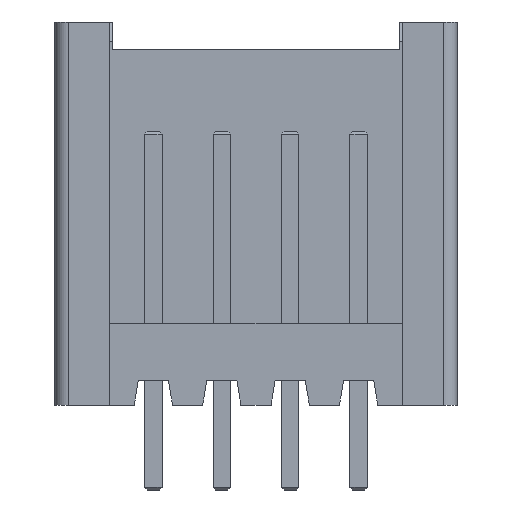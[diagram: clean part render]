
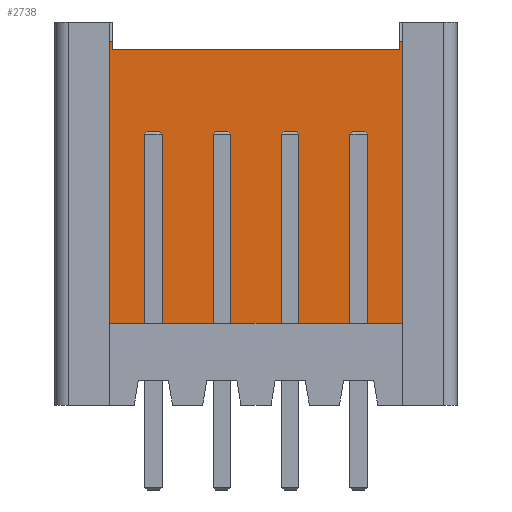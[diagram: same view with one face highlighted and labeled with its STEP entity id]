
A CAD part, front view. The second image highlights one B-rep face of the part: STEP entity #2738.
In plain terms, the highlighted planar face has unit normal (0, -1, 0).
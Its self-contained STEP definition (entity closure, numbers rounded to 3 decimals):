
#270 = PLANE('',#271);
#271 = AXIS2_PLACEMENT_3D('',#272,#273,#274);
#272 = CARTESIAN_POINT('',(10.3,3.1,13.65));
#273 = DIRECTION('',(0.,0.707,-0.707)
);
#274 = DIRECTION('',(1.,0.,0.));
#296 = PLANE('',#297);
#297 = AXIS2_PLACEMENT_3D('',#298,#299,#300);
#298 = CARTESIAN_POINT('',(-1.5,3.75,13.));
#299 = DIRECTION('',(-1.,0.,0.));
#300 = DIRECTION('',(0.,0.,1.));
#402 = PLANE('',#403);
#403 = AXIS2_PLACEMENT_3D('',#404,#405,#406);
#404 = CARTESIAN_POINT('',(9.,3.75,13.));
#405 = DIRECTION('',(0.,0.,-1.));
#406 = DIRECTION('',(-1.,0.,0.));
#430 = PLANE('',#431);
#431 = AXIS2_PLACEMENT_3D('',#432,#433,#434);
#432 = CARTESIAN_POINT('',(9.,3.75,14.));
#433 = DIRECTION('',(1.,0.,0.));
#434 = DIRECTION('',(0.,0.,-1.));
#949 = VERTEX_POINT('',#950);
#950 = CARTESIAN_POINT('',(-1.5,2.75,13.));
#971 = EDGE_CURVE('',#949,#972,#974,.T.);
#972 = VERTEX_POINT('',#973);
#973 = CARTESIAN_POINT('',(-1.5,2.75,13.3));
#974 = SURFACE_CURVE('',#975,(#979,#985),.PCURVE_S1.);
#975 = LINE('',#976,#977);
#976 = CARTESIAN_POINT('',(-1.5,2.75,13.5));
#977 = VECTOR('',#978,1.);
#978 = DIRECTION('',(0.,0.,1.));
#979 = PCURVE('',#296,#980);
#980 = DEFINITIONAL_REPRESENTATION('',(#981),#984);
#981 = B_SPLINE_CURVE_WITH_KNOTS('',1,(#982,#983),.UNSPECIFIED.,.F.,.F.,
(2,2),(-0.6,0.6),.PIECEWISE_BEZIER_KNOTS.);
#982 = CARTESIAN_POINT('',(-0.1,-1.));
#983 = CARTESIAN_POINT('',(1.1,-1.));
#984 = ( GEOMETRIC_REPRESENTATION_CONTEXT(2)
PARAMETRIC_REPRESENTATION_CONTEXT() REPRESENTATION_CONTEXT('2D SPACE',''
) );
#985 = PCURVE('',#986,#991);
#986 = PLANE('',#987);
#987 = AXIS2_PLACEMENT_3D('',#988,#989,#990);
#988 = CARTESIAN_POINT('',(10.3,2.75,14.));
#989 = DIRECTION('',(0.,1.,0.));
#990 = DIRECTION('',(-1.,0.,0.));
#991 = DEFINITIONAL_REPRESENTATION('',(#992),#995);
#992 = B_SPLINE_CURVE_WITH_KNOTS('',1,(#993,#994),.UNSPECIFIED.,.F.,.F.,
(2,2),(-0.6,0.6),.PIECEWISE_BEZIER_KNOTS.);
#993 = CARTESIAN_POINT('',(11.8,-1.1));
#994 = CARTESIAN_POINT('',(11.8,0.1));
#995 = ( GEOMETRIC_REPRESENTATION_CONTEXT(2)
PARAMETRIC_REPRESENTATION_CONTEXT() REPRESENTATION_CONTEXT('2D SPACE',''
) );
#1023 = VERTEX_POINT('',#1024);
#1024 = CARTESIAN_POINT('',(-2.8,2.75,13.3));
#1045 = EDGE_CURVE('',#972,#1023,#1046,.T.);
#1046 = SURFACE_CURVE('',#1047,(#1051,#1058),.PCURVE_S1.);
#1047 = LINE('',#1048,#1049);
#1048 = CARTESIAN_POINT('',(10.3,2.75,13.3));
#1049 = VECTOR('',#1050,1.);
#1050 = DIRECTION('',(-1.,0.,0.));
#1051 = PCURVE('',#270,#1052);
#1052 = DEFINITIONAL_REPRESENTATION('',(#1053),#1057);
#1053 = LINE('',#1054,#1055);
#1054 = CARTESIAN_POINT('',(-0.,0.495));
#1055 = VECTOR('',#1056,1.);
#1056 = DIRECTION('',(-1.,0.));
#1057 = ( GEOMETRIC_REPRESENTATION_CONTEXT(2)
PARAMETRIC_REPRESENTATION_CONTEXT() REPRESENTATION_CONTEXT('2D SPACE',''
) );
#1058 = PCURVE('',#986,#1059);
#1059 = DEFINITIONAL_REPRESENTATION('',(#1060),#1064);
#1060 = LINE('',#1061,#1062);
#1061 = CARTESIAN_POINT('',(0.,-0.7));
#1062 = VECTOR('',#1063,1.);
#1063 = DIRECTION('',(1.,0.));
#1064 = ( GEOMETRIC_REPRESENTATION_CONTEXT(2)
PARAMETRIC_REPRESENTATION_CONTEXT() REPRESENTATION_CONTEXT('2D SPACE',''
) );
#1108 = PLANE('',#1109);
#1109 = AXIS2_PLACEMENT_3D('',#1110,#1111,#1112);
#1110 = CARTESIAN_POINT('',(-2.8,2.75,14.));
#1111 = DIRECTION('',(-1.,0.,0.));
#1112 = DIRECTION('',(0.,-1.,0.));
#1192 = PLANE('',#1193);
#1193 = AXIS2_PLACEMENT_3D('',#1194,#1195,#1196);
#1194 = CARTESIAN_POINT('',(3.75,0.,3.));
#1195 = DIRECTION('',(0.,0.,1.));
#1196 = DIRECTION('',(1.,0.,0.));
#2486 = PLANE('',#2487);
#2487 = AXIS2_PLACEMENT_3D('',#2488,#2489,#2490);
#2488 = CARTESIAN_POINT('',(10.3,3.1,13.65));
#2489 = DIRECTION('',(0.,0.707,-0.707
));
#2490 = DIRECTION('',(1.,0.,0.));
#2652 = VERTEX_POINT('',#2653);
#2653 = CARTESIAN_POINT('',(9.,2.75,13.3));
#2672 = EDGE_CURVE('',#2652,#2673,#2675,.T.);
#2673 = VERTEX_POINT('',#2674);
#2674 = CARTESIAN_POINT('',(9.,2.75,13.));
#2675 = SURFACE_CURVE('',#2676,(#2680,#2686),.PCURVE_S1.);
#2676 = LINE('',#2677,#2678);
#2677 = CARTESIAN_POINT('',(9.,2.75,14.));
#2678 = VECTOR('',#2679,1.);
#2679 = DIRECTION('',(0.,0.,-1.));
#2680 = PCURVE('',#430,#2681);
#2681 = DEFINITIONAL_REPRESENTATION('',(#2682),#2685);
#2682 = B_SPLINE_CURVE_WITH_KNOTS('',1,(#2683,#2684),.UNSPECIFIED.,.F.,
.F.,(2,2),(-0.1,1.1),.PIECEWISE_BEZIER_KNOTS.);
#2683 = CARTESIAN_POINT('',(-0.1,-1.));
#2684 = CARTESIAN_POINT('',(1.1,-1.));
#2685 = ( GEOMETRIC_REPRESENTATION_CONTEXT(2)
PARAMETRIC_REPRESENTATION_CONTEXT() REPRESENTATION_CONTEXT('2D SPACE',''
) );
#2686 = PCURVE('',#986,#2687);
#2687 = DEFINITIONAL_REPRESENTATION('',(#2688),#2691);
#2688 = B_SPLINE_CURVE_WITH_KNOTS('',1,(#2689,#2690),.UNSPECIFIED.,.F.,
.F.,(2,2),(-0.1,1.1),.PIECEWISE_BEZIER_KNOTS.);
#2689 = CARTESIAN_POINT('',(1.3,0.1));
#2690 = CARTESIAN_POINT('',(1.3,-1.1));
#2691 = ( GEOMETRIC_REPRESENTATION_CONTEXT(2)
PARAMETRIC_REPRESENTATION_CONTEXT() REPRESENTATION_CONTEXT('2D SPACE',''
) );
#2719 = EDGE_CURVE('',#2673,#949,#2720,.T.);
#2720 = SURFACE_CURVE('',#2721,(#2725,#2731),.PCURVE_S1.);
#2721 = LINE('',#2722,#2723);
#2722 = CARTESIAN_POINT('',(9.65,2.75,13.));
#2723 = VECTOR('',#2724,1.);
#2724 = DIRECTION('',(-1.,0.,0.));
#2725 = PCURVE('',#402,#2726);
#2726 = DEFINITIONAL_REPRESENTATION('',(#2727),#2730);
#2727 = B_SPLINE_CURVE_WITH_KNOTS('',1,(#2728,#2729),.UNSPECIFIED.,.F.,
.F.,(2,2),(-0.4,12.2),.PIECEWISE_BEZIER_KNOTS.);
#2728 = CARTESIAN_POINT('',(-1.05,-1.));
#2729 = CARTESIAN_POINT('',(11.55,-1.));
#2730 = ( GEOMETRIC_REPRESENTATION_CONTEXT(2)
PARAMETRIC_REPRESENTATION_CONTEXT() REPRESENTATION_CONTEXT('2D SPACE',''
) );
#2731 = PCURVE('',#986,#2732);
#2732 = DEFINITIONAL_REPRESENTATION('',(#2733),#2736);
#2733 = B_SPLINE_CURVE_WITH_KNOTS('',1,(#2734,#2735),.UNSPECIFIED.,.F.,
.F.,(2,2),(-0.4,12.2),.PIECEWISE_BEZIER_KNOTS.);
#2734 = CARTESIAN_POINT('',(0.25,-1.));
#2735 = CARTESIAN_POINT('',(12.85,-1.));
#2736 = ( GEOMETRIC_REPRESENTATION_CONTEXT(2)
PARAMETRIC_REPRESENTATION_CONTEXT() REPRESENTATION_CONTEXT('2D SPACE',''
) );
#2738 = ADVANCED_FACE('',(#2739),#986,.F.);
#2739 = FACE_BOUND('',#2740,.F.);
#2740 = EDGE_LOOP('',(#2741,#2764,#2792,#2815,#2836,#2837,#2838,#2839));
#2741 = ORIENTED_EDGE('',*,*,#2742,.F.);
#2742 = EDGE_CURVE('',#2743,#2652,#2745,.T.);
#2743 = VERTEX_POINT('',#2744);
#2744 = CARTESIAN_POINT('',(10.3,2.75,13.3));
#2745 = SURFACE_CURVE('',#2746,(#2750,#2757),.PCURVE_S1.);
#2746 = LINE('',#2747,#2748);
#2747 = CARTESIAN_POINT('',(10.3,2.75,13.3));
#2748 = VECTOR('',#2749,1.);
#2749 = DIRECTION('',(-1.,0.,0.));
#2750 = PCURVE('',#986,#2751);
#2751 = DEFINITIONAL_REPRESENTATION('',(#2752),#2756);
#2752 = LINE('',#2753,#2754);
#2753 = CARTESIAN_POINT('',(0.,-0.7));
#2754 = VECTOR('',#2755,1.);
#2755 = DIRECTION('',(1.,0.));
#2756 = ( GEOMETRIC_REPRESENTATION_CONTEXT(2)
PARAMETRIC_REPRESENTATION_CONTEXT() REPRESENTATION_CONTEXT('2D SPACE',''
) );
#2757 = PCURVE('',#2486,#2758);
#2758 = DEFINITIONAL_REPRESENTATION('',(#2759),#2763);
#2759 = LINE('',#2760,#2761);
#2760 = CARTESIAN_POINT('',(-0.,0.495));
#2761 = VECTOR('',#2762,1.);
#2762 = DIRECTION('',(-1.,0.));
#2763 = ( GEOMETRIC_REPRESENTATION_CONTEXT(2)
PARAMETRIC_REPRESENTATION_CONTEXT() REPRESENTATION_CONTEXT('2D SPACE',''
) );
#2764 = ORIENTED_EDGE('',*,*,#2765,.T.);
#2765 = EDGE_CURVE('',#2743,#2766,#2768,.T.);
#2766 = VERTEX_POINT('',#2767);
#2767 = CARTESIAN_POINT('',(10.3,2.75,3.));
#2768 = SURFACE_CURVE('',#2769,(#2773,#2780),.PCURVE_S1.);
#2769 = LINE('',#2770,#2771);
#2770 = CARTESIAN_POINT('',(10.3,2.75,14.));
#2771 = VECTOR('',#2772,1.);
#2772 = DIRECTION('',(-0.,-0.,-1.));
#2773 = PCURVE('',#986,#2774);
#2774 = DEFINITIONAL_REPRESENTATION('',(#2775),#2779);
#2775 = LINE('',#2776,#2777);
#2776 = CARTESIAN_POINT('',(0.,0.));
#2777 = VECTOR('',#2778,1.);
#2778 = DIRECTION('',(0.,-1.));
#2779 = ( GEOMETRIC_REPRESENTATION_CONTEXT(2)
PARAMETRIC_REPRESENTATION_CONTEXT() REPRESENTATION_CONTEXT('2D SPACE',''
) );
#2780 = PCURVE('',#2781,#2786);
#2781 = PLANE('',#2782);
#2782 = AXIS2_PLACEMENT_3D('',#2783,#2784,#2785);
#2783 = CARTESIAN_POINT('',(10.3,-2.75,14.));
#2784 = DIRECTION('',(1.,0.,0.));
#2785 = DIRECTION('',(0.,1.,0.));
#2786 = DEFINITIONAL_REPRESENTATION('',(#2787),#2791);
#2787 = LINE('',#2788,#2789);
#2788 = CARTESIAN_POINT('',(5.5,0.));
#2789 = VECTOR('',#2790,1.);
#2790 = DIRECTION('',(0.,-1.));
#2791 = ( GEOMETRIC_REPRESENTATION_CONTEXT(2)
PARAMETRIC_REPRESENTATION_CONTEXT() REPRESENTATION_CONTEXT('2D SPACE',''
) );
#2792 = ORIENTED_EDGE('',*,*,#2793,.T.);
#2793 = EDGE_CURVE('',#2766,#2794,#2796,.T.);
#2794 = VERTEX_POINT('',#2795);
#2795 = CARTESIAN_POINT('',(-2.8,2.75,3.));
#2796 = SURFACE_CURVE('',#2797,(#2801,#2808),.PCURVE_S1.);
#2797 = LINE('',#2798,#2799);
#2798 = CARTESIAN_POINT('',(10.3,2.75,3.));
#2799 = VECTOR('',#2800,1.);
#2800 = DIRECTION('',(-1.,0.,0.));
#2801 = PCURVE('',#986,#2802);
#2802 = DEFINITIONAL_REPRESENTATION('',(#2803),#2807);
#2803 = LINE('',#2804,#2805);
#2804 = CARTESIAN_POINT('',(0.,-11.));
#2805 = VECTOR('',#2806,1.);
#2806 = DIRECTION('',(1.,0.));
#2807 = ( GEOMETRIC_REPRESENTATION_CONTEXT(2)
PARAMETRIC_REPRESENTATION_CONTEXT() REPRESENTATION_CONTEXT('2D SPACE',''
) );
#2808 = PCURVE('',#1192,#2809);
#2809 = DEFINITIONAL_REPRESENTATION('',(#2810),#2814);
#2810 = LINE('',#2811,#2812);
#2811 = CARTESIAN_POINT('',(6.55,2.75));
#2812 = VECTOR('',#2813,1.);
#2813 = DIRECTION('',(-1.,0.));
#2814 = ( GEOMETRIC_REPRESENTATION_CONTEXT(2)
PARAMETRIC_REPRESENTATION_CONTEXT() REPRESENTATION_CONTEXT('2D SPACE',''
) );
#2815 = ORIENTED_EDGE('',*,*,#2816,.F.);
#2816 = EDGE_CURVE('',#1023,#2794,#2817,.T.);
#2817 = SURFACE_CURVE('',#2818,(#2822,#2829),.PCURVE_S1.);
#2818 = LINE('',#2819,#2820);
#2819 = CARTESIAN_POINT('',(-2.8,2.75,14.));
#2820 = VECTOR('',#2821,1.);
#2821 = DIRECTION('',(-0.,-0.,-1.));
#2822 = PCURVE('',#986,#2823);
#2823 = DEFINITIONAL_REPRESENTATION('',(#2824),#2828);
#2824 = LINE('',#2825,#2826);
#2825 = CARTESIAN_POINT('',(13.1,0.));
#2826 = VECTOR('',#2827,1.);
#2827 = DIRECTION('',(0.,-1.));
#2828 = ( GEOMETRIC_REPRESENTATION_CONTEXT(2)
PARAMETRIC_REPRESENTATION_CONTEXT() REPRESENTATION_CONTEXT('2D SPACE',''
) );
#2829 = PCURVE('',#1108,#2830);
#2830 = DEFINITIONAL_REPRESENTATION('',(#2831),#2835);
#2831 = LINE('',#2832,#2833);
#2832 = CARTESIAN_POINT('',(0.,0.));
#2833 = VECTOR('',#2834,1.);
#2834 = DIRECTION('',(0.,-1.));
#2835 = ( GEOMETRIC_REPRESENTATION_CONTEXT(2)
PARAMETRIC_REPRESENTATION_CONTEXT() REPRESENTATION_CONTEXT('2D SPACE',''
) );
#2836 = ORIENTED_EDGE('',*,*,#1045,.F.);
#2837 = ORIENTED_EDGE('',*,*,#971,.F.);
#2838 = ORIENTED_EDGE('',*,*,#2719,.F.);
#2839 = ORIENTED_EDGE('',*,*,#2672,.F.);
